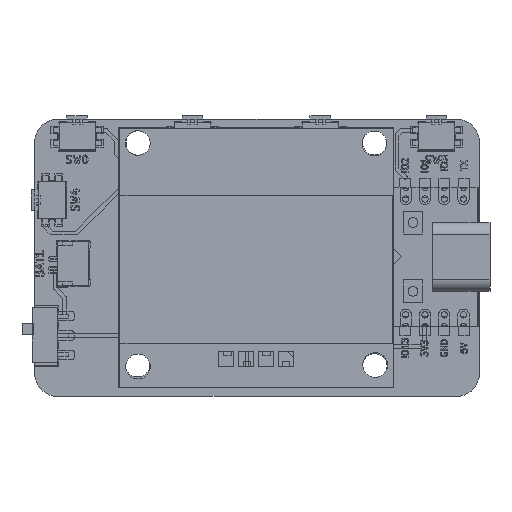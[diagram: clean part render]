
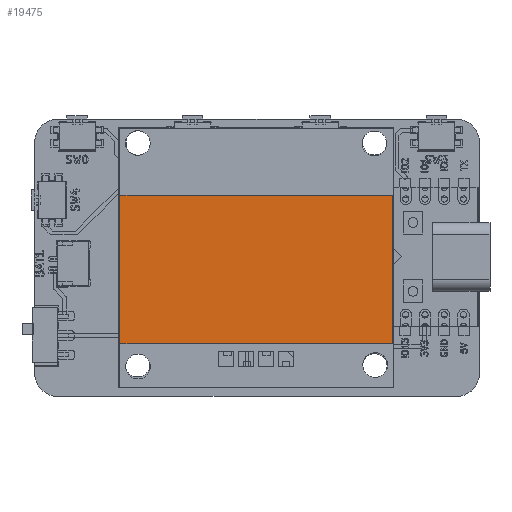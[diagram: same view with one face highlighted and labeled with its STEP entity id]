
A CAD part, top view. The second image highlights one B-rep face of the part: STEP entity #19475.
In plain terms, the highlighted planar face has unit normal (0, 0, 1).
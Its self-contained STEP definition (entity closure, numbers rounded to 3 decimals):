
#19384 = VERTEX_POINT('',#19385);
#19385 = CARTESIAN_POINT('',(-17.684,11.201,3.2));
#19391 = EDGE_CURVE('',#19384,#19392,#19394,.T.);
#19392 = VERTEX_POINT('',#19393);
#19393 = CARTESIAN_POINT('',(-17.684,-8.102,3.2));
#19394 = LINE('',#19395,#19396);
#19395 = CARTESIAN_POINT('',(-17.684,11.201,3.2));
#19396 = VECTOR('',#19397,1.);
#19397 = DIRECTION('',(0.,-1.,0.));
#19415 = EDGE_CURVE('',#19392,#19416,#19418,.T.);
#19416 = VERTEX_POINT('',#19417);
#19417 = CARTESIAN_POINT('',(17.72,-8.102,3.2));
#19418 = LINE('',#19419,#19420);
#19419 = CARTESIAN_POINT('',(-17.684,-8.102,3.2));
#19420 = VECTOR('',#19421,1.);
#19421 = DIRECTION('',(1.,0.,0.));
#19439 = EDGE_CURVE('',#19416,#19440,#19442,.T.);
#19440 = VERTEX_POINT('',#19441);
#19441 = CARTESIAN_POINT('',(17.72,11.201,3.2));
#19442 = LINE('',#19443,#19444);
#19443 = CARTESIAN_POINT('',(17.72,-8.102,3.2));
#19444 = VECTOR('',#19445,1.);
#19445 = DIRECTION('',(0.,1.,0.));
#19463 = EDGE_CURVE('',#19440,#19384,#19464,.T.);
#19464 = LINE('',#19465,#19466);
#19465 = CARTESIAN_POINT('',(17.72,11.201,3.2));
#19466 = VECTOR('',#19467,1.);
#19467 = DIRECTION('',(-1.,0.,0.));
#19475 = ADVANCED_FACE('',(#19476),#19482,.T.);
#19476 = FACE_BOUND('',#19477,.T.);
#19477 = EDGE_LOOP('',(#19478,#19479,#19480,#19481));
#19478 = ORIENTED_EDGE('',*,*,#19391,.T.);
#19479 = ORIENTED_EDGE('',*,*,#19415,.T.);
#19480 = ORIENTED_EDGE('',*,*,#19439,.T.);
#19481 = ORIENTED_EDGE('',*,*,#19463,.T.);
#19482 = PLANE('',#19483);
#19483 = AXIS2_PLACEMENT_3D('',#19484,#19485,#19486);
#19484 = CARTESIAN_POINT('',(0.018,1.55,3.2));
#19485 = DIRECTION('',(0.,0.,1.));
#19486 = DIRECTION('',(1.,0.,-0.));
